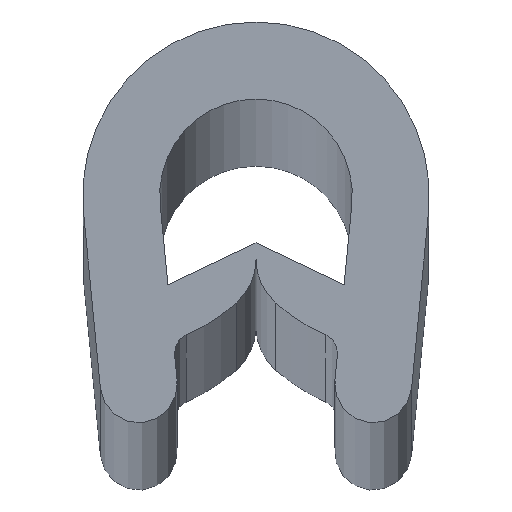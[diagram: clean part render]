
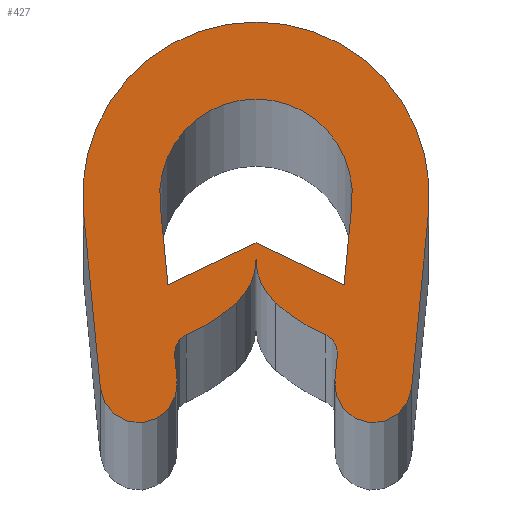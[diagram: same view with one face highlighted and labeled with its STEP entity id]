
A CAD part, top view. The second image highlights one B-rep face of the part: STEP entity #427.
In plain terms, the highlighted planar face has unit normal (0, 0, 1).
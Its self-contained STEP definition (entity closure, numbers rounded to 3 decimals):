
#77=DIRECTION('',(-0.096,0.995,0.));
#78=VECTOR('',#77,2.098);
#79=CARTESIAN_POINT('',(-2.287,-2.328,500.));
#80=LINE('',#79,#78);
#81=DIRECTION('',(0.903,0.431,0.));
#82=VECTOR('',#81,2.534);
#83=CARTESIAN_POINT('',(-2.287,-2.328,500.));
#84=LINE('',#83,#82);
#85=DIRECTION('',(-0.903,0.431,0.));
#86=VECTOR('',#85,2.534);
#87=CARTESIAN_POINT('',(2.287,-2.328,500.));
#88=LINE('',#87,#86);
#89=DIRECTION('',(-0.096,-0.995,0.));
#90=VECTOR('',#89,2.098);
#91=CARTESIAN_POINT('',(2.488,-0.24,500.));
#92=LINE('',#91,#90);
#93=CARTESIAN_POINT('',(0.,0.,500.));
#94=DIRECTION('',(0.,0.,-1.));
#95=DIRECTION('',(-0.995,-0.096,0.));
#96=AXIS2_PLACEMENT_3D('',#93,#94,#95);
#98=CARTESIAN_POINT('',(-3.81,0.961,500.));
#99=DIRECTION('',(0.,0.,-1.));
#100=DIRECTION('',(0.66,-0.751,0.));
#101=AXIS2_PLACEMENT_3D('',#98,#99,#100);
#103=DIRECTION('',(-0.096,0.995,0.));
#104=VECTOR('',#103,0.686);
#105=CARTESIAN_POINT('',(-2.048,-4.813,500.));
#106=LINE('',#105,#104);
#107=CARTESIAN_POINT('',(-3.044,-4.909,500.));
#108=DIRECTION('',(0.,0.,1.));
#109=DIRECTION('',(-0.995,-0.096,0.));
#110=AXIS2_PLACEMENT_3D('',#107,#108,#109);
#112=DIRECTION('',(0.096,-0.995,0.));
#113=VECTOR('',#112,4.594);
#114=CARTESIAN_POINT('',(-4.479,-0.431,500.));
#115=LINE('',#114,#113);
#116=CARTESIAN_POINT('',(0.,0.,500.));
#117=DIRECTION('',(0.,0.,1.));
#118=DIRECTION('',(0.995,-0.096,0.));
#119=AXIS2_PLACEMENT_3D('',#116,#117,#118);
#121=DIRECTION('',(0.096,0.995,0.));
#122=VECTOR('',#121,4.594);
#123=CARTESIAN_POINT('',(4.039,-5.005,500.));
#124=LINE('',#123,#122);
#125=CARTESIAN_POINT('',(3.044,-4.909,500.));
#126=DIRECTION('',(0.,0.,1.));
#127=DIRECTION('',(-0.995,0.096,0.));
#128=AXIS2_PLACEMENT_3D('',#125,#126,#127);
#130=DIRECTION('',(-0.096,-0.995,0.));
#131=VECTOR('',#130,0.686);
#132=CARTESIAN_POINT('',(2.114,-4.13,500.));
#133=LINE('',#132,#131);
#134=CARTESIAN_POINT('',(3.81,0.961,500.));
#135=DIRECTION('',(0.,0.,1.));
#136=DIRECTION('',(-0.66,-0.751,0.));
#137=AXIS2_PLACEMENT_3D('',#134,#135,#136);
#139=CARTESIAN_POINT('',(1.5,-1.668,500.));
#140=DIRECTION('',(0.,0.,1.));
#141=DIRECTION('',(-1.,0.,0.));
#142=AXIS2_PLACEMENT_3D('',#139,#140,#141);
#144=CARTESIAN_POINT('',(-1.5,-1.668,500.));
#145=DIRECTION('',(0.,0.,1.));
#146=DIRECTION('',(0.66,-0.751,0.));
#147=AXIS2_PLACEMENT_3D('',#144,#145,#146);
#202=CARTESIAN_POINT('',(1.616,-4.082,500.));
#203=DIRECTION('',(0.,0.,-1.));
#204=DIRECTION('',(0.399,0.917,0.));
#205=AXIS2_PLACEMENT_3D('',#202,#203,#204);
#227=CARTESIAN_POINT('',(-1.616,-4.082,500.));
#228=DIRECTION('',(0.,0.,-1.));
#229=DIRECTION('',(-0.995,-0.096,0.));
#230=AXIS2_PLACEMENT_3D('',#227,#228,#229);
#245=CARTESIAN_POINT('',(4.479,-0.431,500.));
#246=CARTESIAN_POINT('',(-4.479,-0.431,500.));
#247=VERTEX_POINT('',#245);
#248=VERTEX_POINT('',#246);
#249=CARTESIAN_POINT('',(-2.488,-0.24,500.));
#250=CARTESIAN_POINT('',(2.488,-0.24,500.));
#251=VERTEX_POINT('',#249);
#252=VERTEX_POINT('',#250);
#253=CARTESIAN_POINT('',(2.048,-4.813,500.));
#254=CARTESIAN_POINT('',(4.039,-5.005,500.));
#255=VERTEX_POINT('',#253);
#256=VERTEX_POINT('',#254);
#265=CARTESIAN_POINT('',(-4.039,-5.005,500.));
#266=VERTEX_POINT('',#265);
#267=CARTESIAN_POINT('',(-2.048,-4.813,500.));
#268=VERTEX_POINT('',#267);
#271=CARTESIAN_POINT('',(2.287,-2.328,500.));
#272=VERTEX_POINT('',#271);
#275=CARTESIAN_POINT('',(2.114,-4.13,500.));
#276=VERTEX_POINT('',#275);
#277=CARTESIAN_POINT('',(0.51,-2.795,500.));
#279=VERTEX_POINT('',#277);
#282=CARTESIAN_POINT('',(1.816,-3.624,500.));
#284=VERTEX_POINT('',#282);
#289=CARTESIAN_POINT('',(-2.287,-2.328,500.));
#290=CARTESIAN_POINT('',(0.,-1.236,500.));
#291=VERTEX_POINT('',#289);
#292=VERTEX_POINT('',#290);
#293=CARTESIAN_POINT('',(-0.51,-2.795,500.));
#294=CARTESIAN_POINT('',(0.,-1.668,500.));
#295=VERTEX_POINT('',#293);
#296=VERTEX_POINT('',#294);
#301=CARTESIAN_POINT('',(-2.114,-4.13,500.));
#303=VERTEX_POINT('',#301);
#305=CARTESIAN_POINT('',(-1.816,-3.624,500.));
#307=VERTEX_POINT('',#305);
#384=CARTESIAN_POINT('',(0.,0.,500.));
#385=DIRECTION('',(0.,0.,1.));
#386=DIRECTION('',(1.,0.,0.));
#387=AXIS2_PLACEMENT_3D('',#384,#385,#386);
#388=PLANE('',#387);
#390=ORIENTED_EDGE('',*,*,#389,.T.);
#392=ORIENTED_EDGE('',*,*,#391,.F.);
#394=ORIENTED_EDGE('',*,*,#393,.F.);
#396=ORIENTED_EDGE('',*,*,#395,.F.);
#398=ORIENTED_EDGE('',*,*,#397,.F.);
#400=ORIENTED_EDGE('',*,*,#399,.F.);
#402=ORIENTED_EDGE('',*,*,#401,.F.);
#404=ORIENTED_EDGE('',*,*,#403,.F.);
#406=ORIENTED_EDGE('',*,*,#405,.F.);
#408=ORIENTED_EDGE('',*,*,#407,.F.);
#410=ORIENTED_EDGE('',*,*,#409,.F.);
#412=ORIENTED_EDGE('',*,*,#411,.F.);
#414=ORIENTED_EDGE('',*,*,#413,.F.);
#415=EDGE_LOOP('',(#390,#392,#394,#396,#398,#400,#402,#404,#406,#408,#410,#412,
#414));
#416=FACE_OUTER_BOUND('',#415,.F.);
#418=ORIENTED_EDGE('',*,*,#417,.F.);
#419=ORIENTED_EDGE('',*,*,#377,.T.);
#420=ORIENTED_EDGE('',*,*,#365,.F.);
#422=ORIENTED_EDGE('',*,*,#421,.F.);
#424=ORIENTED_EDGE('',*,*,#423,.F.);
#425=EDGE_LOOP('',(#418,#419,#420,#422,#424));
#426=FACE_BOUND('',#425,.F.);
#427=ADVANCED_FACE('',(#416,#426),#388,.T.);
#97=CIRCLE('',#96,2.5);
#102=CIRCLE('',#101,5.);
#111=CIRCLE('',#110,1.);
#120=CIRCLE('',#119,4.5);
#129=CIRCLE('',#128,1.);
#138=CIRCLE('',#137,5.);
#143=CIRCLE('',#142,1.5);
#148=CIRCLE('',#147,1.5);
#206=CIRCLE('',#205,0.5);
#231=CIRCLE('',#230,0.5);
#365=EDGE_CURVE('',#272,#292,#88,.T.);
#377=EDGE_CURVE('',#291,#292,#84,.T.);
#389=EDGE_CURVE('',#295,#307,#102,.T.);
#391=EDGE_CURVE('',#303,#307,#231,.T.);
#393=EDGE_CURVE('',#268,#303,#106,.T.);
#395=EDGE_CURVE('',#266,#268,#111,.T.);
#397=EDGE_CURVE('',#248,#266,#115,.T.);
#399=EDGE_CURVE('',#247,#248,#120,.T.);
#401=EDGE_CURVE('',#256,#247,#124,.T.);
#403=EDGE_CURVE('',#255,#256,#129,.T.);
#405=EDGE_CURVE('',#276,#255,#133,.T.);
#407=EDGE_CURVE('',#284,#276,#206,.T.);
#409=EDGE_CURVE('',#279,#284,#138,.T.);
#411=EDGE_CURVE('',#296,#279,#143,.T.);
#413=EDGE_CURVE('',#295,#296,#148,.T.);
#417=EDGE_CURVE('',#291,#251,#80,.T.);
#421=EDGE_CURVE('',#252,#272,#92,.T.);
#423=EDGE_CURVE('',#251,#252,#97,.T.);
